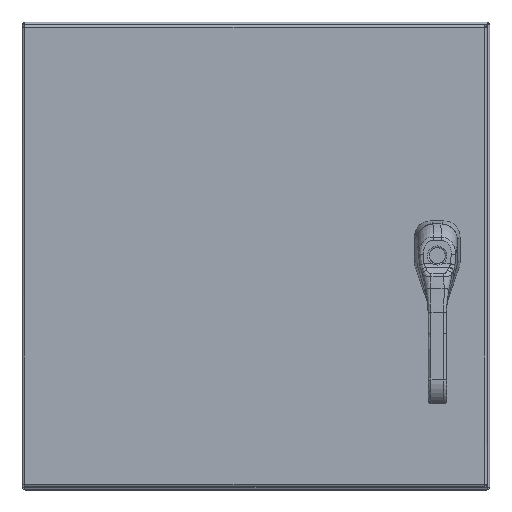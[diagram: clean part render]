
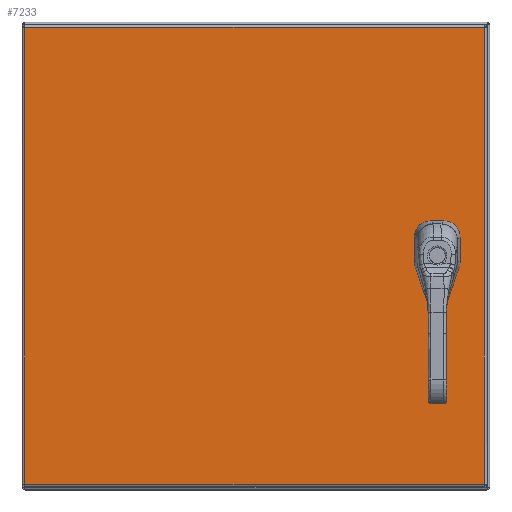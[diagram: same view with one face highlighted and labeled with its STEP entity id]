
A CAD part, top view. The second image highlights one B-rep face of the part: STEP entity #7233.
In plain terms, the highlighted face is planar.
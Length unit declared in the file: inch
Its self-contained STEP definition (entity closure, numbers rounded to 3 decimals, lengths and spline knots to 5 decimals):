
#5463=CARTESIAN_POINT('',(2.33762,10.275,0.0));
#5464=VERTEX_POINT('',#5463);
#5471=CARTESIAN_POINT('',(2.525,10.08762,0.0));
#5472=VERTEX_POINT('',#5471);
#5473=CARTESIAN_POINT('',(2.125,9.875,0.0));
#5474=DIRECTION('',(0.0,0.0,1.0));
#5475=DIRECTION('',(-0.469,-0.883,0.0));
#5476=AXIS2_PLACEMENT_3D('',#5473,#5474,#5475);
#5477=CIRCLE('',#5476,0.453);
#5478=EDGE_CURVE('',#5472,#5464,#5477,.T.);
#5503=CARTESIAN_POINT('',(2.525,9.66238,0.0));
#5504=VERTEX_POINT('',#5503);
#5505=CARTESIAN_POINT('',(2.525,9.66238,0.0));
#5506=DIRECTION('',(0.0,1.0,0.0));
#5507=VECTOR('',#5506,0.42525);
#5508=LINE('',#5505,#5507);
#5509=EDGE_CURVE('',#5504,#5472,#5508,.T.);
#5535=CARTESIAN_POINT('',(2.33762,9.475,0.0));
#5536=VERTEX_POINT('',#5535);
#5537=CARTESIAN_POINT('',(2.125,9.875,0.0));
#5538=DIRECTION('',(0.0,0.0,1.0));
#5539=DIRECTION('',(-0.883,0.469,0.0));
#5540=AXIS2_PLACEMENT_3D('',#5537,#5538,#5539);
#5541=CIRCLE('',#5540,0.453);
#5542=EDGE_CURVE('',#5536,#5504,#5541,.T.);
#5567=CARTESIAN_POINT('',(1.91238,9.475,0.0));
#5568=VERTEX_POINT('',#5567);
#5569=CARTESIAN_POINT('',(1.91238,9.475,0.0));
#5570=DIRECTION('',(1.0,0.0,0.0));
#5571=VECTOR('',#5570,0.42525);
#5572=LINE('',#5569,#5571);
#5573=EDGE_CURVE('',#5568,#5536,#5572,.T.);
#5599=CARTESIAN_POINT('',(1.725,9.66238,0.0));
#5600=VERTEX_POINT('',#5599);
#5601=CARTESIAN_POINT('',(2.125,9.875,0.0));
#5602=DIRECTION('',(0.0,0.0,1.0));
#5603=DIRECTION('',(0.469,0.883,0.0));
#5604=AXIS2_PLACEMENT_3D('',#5601,#5602,#5603);
#5605=CIRCLE('',#5604,0.453);
#5606=EDGE_CURVE('',#5600,#5568,#5605,.T.);
#5631=CARTESIAN_POINT('',(1.725,10.08762,0.0));
#5632=VERTEX_POINT('',#5631);
#5633=CARTESIAN_POINT('',(1.725,10.08762,0.0));
#5634=DIRECTION('',(0.0,-1.0,0.0));
#5635=VECTOR('',#5634,0.42525);
#5636=LINE('',#5633,#5635);
#5637=EDGE_CURVE('',#5632,#5600,#5636,.T.);
#5663=CARTESIAN_POINT('',(1.91238,10.275,0.0));
#5664=VERTEX_POINT('',#5663);
#5665=CARTESIAN_POINT('',(2.125,9.875,0.0));
#5666=DIRECTION('',(0.0,0.0,1.0));
#5667=DIRECTION('',(0.883,-0.469,0.0));
#5668=AXIS2_PLACEMENT_3D('',#5665,#5666,#5667);
#5669=CIRCLE('',#5668,0.453);
#5670=EDGE_CURVE('',#5664,#5632,#5669,.T.);
#5693=CARTESIAN_POINT('',(2.33762,10.275,0.0));
#5694=DIRECTION('',(-1.0,0.0,0.0));
#5695=VECTOR('',#5694,0.42525);
#5696=LINE('',#5693,#5695);
#5697=EDGE_CURVE('',#5464,#5664,#5696,.T.);
#5719=CARTESIAN_POINT('',(1.9845,8.497,0.0));
#5720=VERTEX_POINT('',#5719);
#5721=CARTESIAN_POINT('',(2.125,8.497,0.0));
#5722=DIRECTION('',(0.0,0.0,1.0));
#5723=DIRECTION('',(1.0,0.0,0.0));
#5724=AXIS2_PLACEMENT_3D('',#5721,#5722,#5723);
#5725=CIRCLE('',#5724,0.1405);
#5726=EDGE_CURVE('',#5720,#5720,#5725,.T.);
#5747=CARTESIAN_POINT('',(1.9845,8.989,0.0));
#5748=VERTEX_POINT('',#5747);
#5749=CARTESIAN_POINT('',(2.125,8.989,0.0));
#5750=DIRECTION('',(0.0,0.0,1.0));
#5751=DIRECTION('',(1.0,0.0,0.0));
#5752=AXIS2_PLACEMENT_3D('',#5749,#5750,#5751);
#5753=CIRCLE('',#5752,0.1405);
#5754=EDGE_CURVE('',#5748,#5748,#5753,.T.);
#5775=CARTESIAN_POINT('',(1.9845,10.76,0.0));
#5776=VERTEX_POINT('',#5775);
#5777=CARTESIAN_POINT('',(2.125,10.76,0.0));
#5778=DIRECTION('',(0.0,0.0,1.0));
#5779=DIRECTION('',(1.0,0.0,0.0));
#5780=AXIS2_PLACEMENT_3D('',#5777,#5778,#5779);
#5781=CIRCLE('',#5780,0.1405);
#5782=EDGE_CURVE('',#5776,#5776,#5781,.T.);
#6232=CARTESIAN_POINT('',(19.76975,0.10525,0.));
#6233=VERTEX_POINT('',#6232);
#6244=CARTESIAN_POINT('',(19.76975,19.64475,0.));
#6245=VERTEX_POINT('',#6244);
#6246=CARTESIAN_POINT('',(19.76975,19.64475,0.0));
#6247=DIRECTION('',(0.0,-1.0,0.0));
#6248=VECTOR('',#6247,19.5395);
#6249=LINE('',#6246,#6248);
#6250=EDGE_CURVE('',#6245,#6233,#6249,.T.);
#6402=CARTESIAN_POINT('',(0.10525,0.10525,0.));
#6403=VERTEX_POINT('',#6402);
#6414=CARTESIAN_POINT('',(19.76975,0.10525,0.0));
#6415=DIRECTION('',(-1.0,0.0,0.0));
#6416=VECTOR('',#6415,19.6645);
#6417=LINE('',#6414,#6416);
#6418=EDGE_CURVE('',#6233,#6403,#6417,.T.);
#6679=CARTESIAN_POINT('',(0.10525,19.64475,0.));
#6680=VERTEX_POINT('',#6679);
#6691=CARTESIAN_POINT('',(0.10525,0.10525,0.0));
#6692=DIRECTION('',(0.0,1.0,0.0));
#6693=VECTOR('',#6692,19.5395);
#6694=LINE('',#6691,#6693);
#6695=EDGE_CURVE('',#6403,#6680,#6694,.T.);
#6960=CARTESIAN_POINT('',(0.10525,19.64475,0.0));
#6961=DIRECTION('',(1.0,0.0,0.0));
#6962=VECTOR('',#6961,19.6645);
#6963=LINE('',#6960,#6962);
#6964=EDGE_CURVE('',#6680,#6245,#6963,.T.);
#7203=CARTESIAN_POINT('',(9.9375,9.875,0.0));
#7204=DIRECTION('',(0.0,0.0,1.0));
#7205=DIRECTION('',(1.0,0.0,0.0));
#7206=AXIS2_PLACEMENT_3D('',#7203,#7204,#7205);
#7207=PLANE('',#7206);
#7208=ORIENTED_EDGE('',*,*,#6250,.T.);
#7209=ORIENTED_EDGE('',*,*,#6418,.T.);
#7210=ORIENTED_EDGE('',*,*,#6695,.T.);
#7211=ORIENTED_EDGE('',*,*,#6964,.T.);
#7212=EDGE_LOOP('',(#7208,#7209,#7210,#7211));
#7213=FACE_OUTER_BOUND('',#7212,.T.);
#7214=ORIENTED_EDGE('',*,*,#5478,.T.);
#7215=ORIENTED_EDGE('',*,*,#5697,.T.);
#7216=ORIENTED_EDGE('',*,*,#5670,.T.);
#7217=ORIENTED_EDGE('',*,*,#5637,.T.);
#7218=ORIENTED_EDGE('',*,*,#5606,.T.);
#7219=ORIENTED_EDGE('',*,*,#5573,.T.);
#7220=ORIENTED_EDGE('',*,*,#5542,.T.);
#7221=ORIENTED_EDGE('',*,*,#5509,.T.);
#7222=EDGE_LOOP('',(#7214,#7215,#7216,#7217,#7218,#7219,#7220,#7221));
#7223=FACE_BOUND('',#7222,.T.);
#7224=ORIENTED_EDGE('',*,*,#5726,.T.);
#7225=EDGE_LOOP('',(#7224));
#7226=FACE_BOUND('',#7225,.T.);
#7227=ORIENTED_EDGE('',*,*,#5754,.T.);
#7228=EDGE_LOOP('',(#7227));
#7229=FACE_BOUND('',#7228,.T.);
#7230=ORIENTED_EDGE('',*,*,#5782,.T.);
#7231=EDGE_LOOP('',(#7230));
#7232=FACE_BOUND('',#7231,.T.);
#7233=ADVANCED_FACE('',(#7213,#7223,#7226,#7229,#7232),#7207,.F.);
